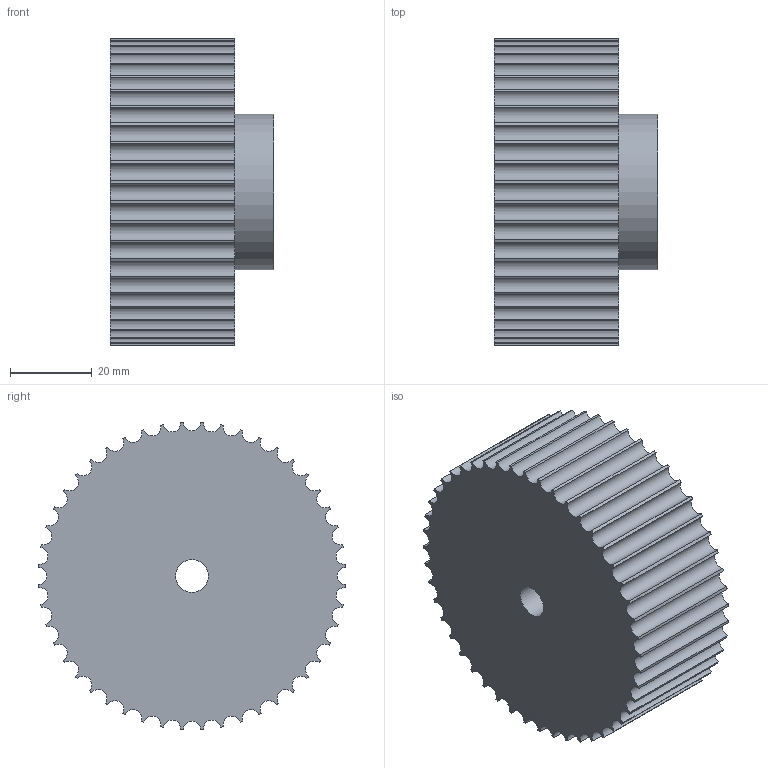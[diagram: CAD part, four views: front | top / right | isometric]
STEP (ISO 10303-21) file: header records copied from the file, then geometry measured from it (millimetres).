
FILE_DESCRIPTION( ( 'STEP AP214' ), '1' );
FILE_NAME( 'HTD-Zrr_8_17244800_2_14.stp', ' ', ( ' ' ), ( ' ' ), 'PSStep 15.0.47', 'PARTsolutions', ' ' );
FILE_SCHEMA( ( 'AUTOMOTIVE_DESIGN { 1 0 10303 214 1 1 1 1 }' ) );
Length unit declared in the file: millimetre
Products named in the file (1): _HTD-Zrr 8 17244800
Bounding box: 40 x 75.13 x 75.13 mm (x, y, z)
Volume: 134386.8 mm3; surface area: 20824.1 mm2
Topology: 1 solids, 1 shells, 101 faces, 294 edges, 196 vertices
Faces by surface type: cylinder 98, plane 3
Full cylindrical faces by diameter (mm): 8 x1, 38 x1
Entity records: 4282 total; most frequent: DIRECTION 692, CARTESIAN_POINT 590, ORIENTED_EDGE 584, AXIS2_PLACEMENT_3D 298, EDGE_CURVE 292, VERTEX_POINT 196, CIRCLE 196, EDGE_LOOP 106
